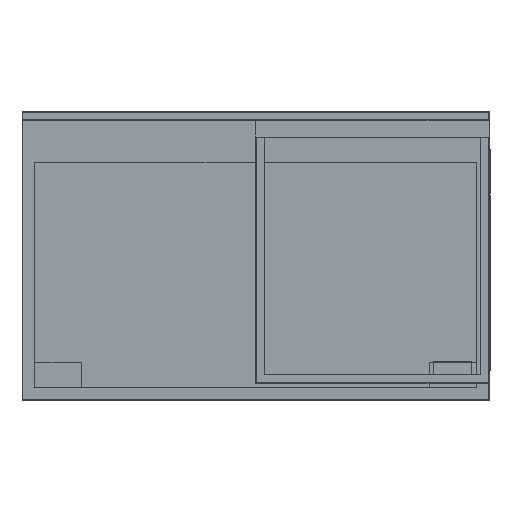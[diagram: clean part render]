
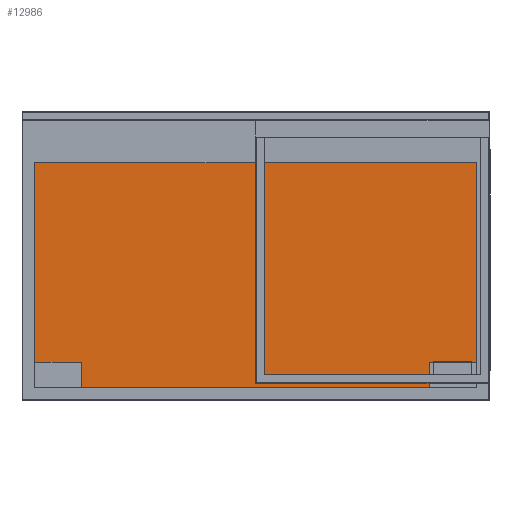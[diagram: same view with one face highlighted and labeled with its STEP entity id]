
A CAD part, front view. The second image highlights one B-rep face of the part: STEP entity #12986.
In plain terms, the highlighted planar face has unit normal (0, -1, 0).
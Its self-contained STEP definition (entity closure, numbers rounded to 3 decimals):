
#59 = LINE ( 'NONE', #11446, #4138 ) ;
#154 = DIRECTION ( 'NONE',  ( 0., 0., 1. ) ) ;
#274 = DIRECTION ( 'NONE',  ( -1., 0., 0. ) ) ;
#286 = ORIENTED_EDGE ( 'NONE', *, *, #7281, .F. ) ;
#318 = VERTEX_POINT ( 'NONE', #9189 ) ;
#401 = FACE_OUTER_BOUND ( 'NONE', #3551, .T. ) ;
#593 = DIRECTION ( 'NONE',  ( 0., 0., 1. ) ) ;
#768 = VERTEX_POINT ( 'NONE', #5047 ) ;
#1046 = ORIENTED_EDGE ( 'NONE', *, *, #7392, .F. ) ;
#1205 = ORIENTED_EDGE ( 'NONE', *, *, #5987, .T. ) ;
#1216 = VERTEX_POINT ( 'NONE', #5775 ) ;
#1422 = ORIENTED_EDGE ( 'NONE', *, *, #12008, .F. ) ;
#1675 = AXIS2_PLACEMENT_3D ( 'NONE', #4301, #2199, #11719 ) ;
#1729 = EDGE_CURVE ( 'NONE', #1216, #2502, #10352, .T. ) ;
#2026 = DIRECTION ( 'NONE',  ( 1., 0., 0. ) ) ;
#2040 = ORIENTED_EDGE ( 'NONE', *, *, #1729, .T. ) ;
#2199 = DIRECTION ( 'NONE',  ( 0., 1., 0. ) ) ;
#2377 = EDGE_CURVE ( 'NONE', #4509, #318, #6721, .T. ) ;
#2386 = CARTESIAN_POINT ( 'NONE',  ( 520., 0.8, -570. ) ) ;
#2502 = VERTEX_POINT ( 'NONE', #3942 ) ;
#2607 = EDGE_CURVE ( 'NONE', #318, #3211, #59, .T. ) ;
#2679 = VERTEX_POINT ( 'NONE', #3853 ) ;
#3211 = VERTEX_POINT ( 'NONE', #6691 ) ;
#3346 = LINE ( 'NONE', #11595, #4214 ) ;
#3377 = VECTOR ( 'NONE', #274, 1000. ) ;
#3551 = EDGE_LOOP ( 'NONE', ( #1046, #2040, #286, #1422, #12266, #8502, #1205, #12824 ) ) ;
#3715 = VECTOR ( 'NONE', #593, 1000. ) ;
#3853 = CARTESIAN_POINT ( 'NONE',  ( -410., 0.8, -570. ) ) ;
#3942 = CARTESIAN_POINT ( 'NONE',  ( 410., 0.8, -630. ) ) ;
#4138 = VECTOR ( 'NONE', #11379, 1000. ) ;
#4214 = VECTOR ( 'NONE', #10530, 1000. ) ;
#4301 = CARTESIAN_POINT ( 'NONE',  ( 0., 0.8, 0. ) ) ;
#4442 = LINE ( 'NONE', #2386, #3377 ) ;
#4509 = VERTEX_POINT ( 'NONE', #8060 ) ;
#4686 = VECTOR ( 'NONE', #2026, 1000. ) ;
#5047 = CARTESIAN_POINT ( 'NONE',  ( 410., 0.8, -570. ) ) ;
#5133 = LINE ( 'NONE', #12340, #12572 ) ;
#5775 = CARTESIAN_POINT ( 'NONE',  ( -410., 0.8, -630. ) ) ;
#5793 = VERTEX_POINT ( 'NONE', #13258 ) ;
#5987 = EDGE_CURVE ( 'NONE', #3211, #5793, #13047, .T. ) ;
#6691 = CARTESIAN_POINT ( 'NONE',  ( -520., 0.8, -101. ) ) ;
#6721 = LINE ( 'NONE', #9836, #3715 ) ;
#6935 = VECTOR ( 'NONE', #8941, 1000. ) ;
#7281 = EDGE_CURVE ( 'NONE', #768, #2502, #7829, .T. ) ;
#7392 = EDGE_CURVE ( 'NONE', #1216, #2679, #5133, .T. ) ;
#7829 = LINE ( 'NONE', #9795, #10431 ) ;
#8060 = CARTESIAN_POINT ( 'NONE',  ( 520., 0.8, -570. ) ) ;
#8502 = ORIENTED_EDGE ( 'NONE', *, *, #2607, .T. ) ;
#8506 = PLANE ( 'NONE',  #1675 ) ;
#8879 = CARTESIAN_POINT ( 'NONE',  ( -520., 0.8, -630. ) ) ;
#8941 = DIRECTION ( 'NONE',  ( 0., 0., -1. ) ) ;
#9189 = CARTESIAN_POINT ( 'NONE',  ( 520., 0.8, -101. ) ) ;
#9275 = CARTESIAN_POINT ( 'NONE',  ( -520., 0.8, -630. ) ) ;
#9795 = CARTESIAN_POINT ( 'NONE',  ( 410., 0.8, -630. ) ) ;
#9836 = CARTESIAN_POINT ( 'NONE',  ( 520., 0.8, -630. ) ) ;
#9888 = EDGE_CURVE ( 'NONE', #2679, #5793, #3346, .T. ) ;
#9983 = DIRECTION ( 'NONE',  ( 0., 0., -1. ) ) ;
#10352 = LINE ( 'NONE', #9275, #4686 ) ;
#10431 = VECTOR ( 'NONE', #9983, 1000. ) ;
#10530 = DIRECTION ( 'NONE',  ( -1., 0., 0. ) ) ;
#11379 = DIRECTION ( 'NONE',  ( -1., 0., 0. ) ) ;
#11446 = CARTESIAN_POINT ( 'NONE',  ( -520., 0.8, -101. ) ) ;
#11595 = CARTESIAN_POINT ( 'NONE',  ( -520., 0.8, -570. ) ) ;
#11719 = DIRECTION ( 'NONE',  ( 0., 0., 1. ) ) ;
#12008 = EDGE_CURVE ( 'NONE', #4509, #768, #4442, .T. ) ;
#12266 = ORIENTED_EDGE ( 'NONE', *, *, #2377, .T. ) ;
#12340 = CARTESIAN_POINT ( 'NONE',  ( -410., 0.8, -630. ) ) ;
#12572 = VECTOR ( 'NONE', #154, 1000. ) ;
#12824 = ORIENTED_EDGE ( 'NONE', *, *, #9888, .F. ) ;
#12986 = ADVANCED_FACE ( 'NONE', ( #401 ), #8506, .F. ) ;
#13047 = LINE ( 'NONE', #8879, #6935 ) ;
#13258 = CARTESIAN_POINT ( 'NONE',  ( -520., 0.8, -570. ) ) ;
